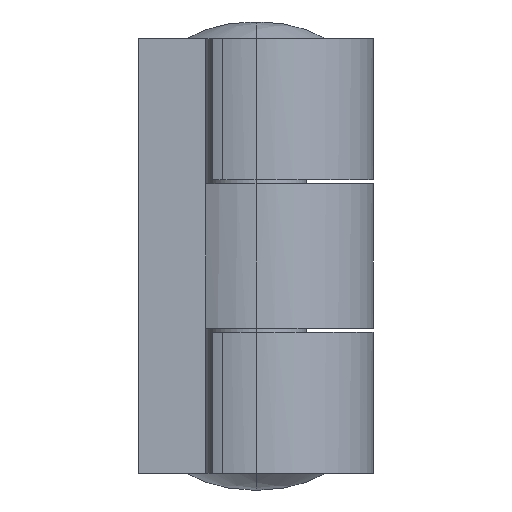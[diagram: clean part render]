
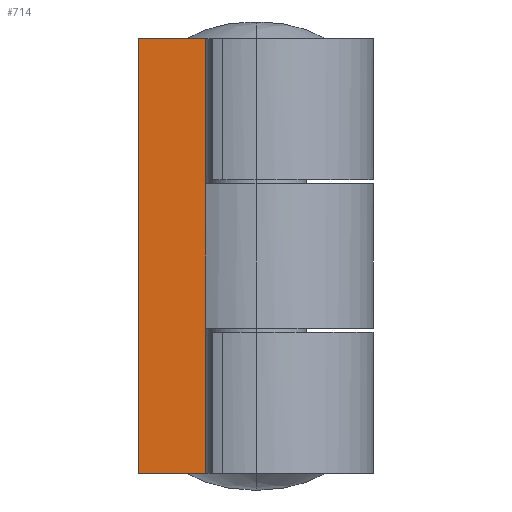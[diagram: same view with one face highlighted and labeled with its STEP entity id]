
A CAD part, front view. The second image highlights one B-rep face of the part: STEP entity #714.
In plain terms, the highlighted planar face has unit normal (0, -1, 0).
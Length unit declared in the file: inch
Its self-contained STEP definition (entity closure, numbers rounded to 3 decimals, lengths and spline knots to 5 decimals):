
#362=EDGE_CURVE('',#1004,#1005,#1006,.T.);
#480=EDGE_CURVE('',#1004,#1206,#1207,.T.);
#714=ADVANCED_FACE('',(#1533),#1534,.T.);
#758=EDGE_CURVE('',#1005,#1588,#1589,.T.);
#888=EDGE_CURVE('',#1588,#1206,#1745,.T.);
#1004=VERTEX_POINT('',#1887);
#1005=VERTEX_POINT('',#1888);
#1006=LINE('',#1889,#1890);
#1206=VERTEX_POINT('',#2491);
#1207=LINE('',#2492,#2493);
#1533=FACE_OUTER_BOUND('',#3630,.T.);
#1534=PLANE('',#3631);
#1588=VERTEX_POINT('',#3894);
#1589=LINE('',#3895,#3896);
#1745=LINE('',#4662,#4663);
#1887=CARTESIAN_POINT('',(0.0,0.0,0.0));
#1888=CARTESIAN_POINT('',(0.25,0.0,0.0));
#1889=CARTESIAN_POINT('',(0.0,0.0,0.0));
#1890=VECTOR('',#4941,1.0);
#2491=CARTESIAN_POINT('',(0.0,0.0,1.625));
#2492=CARTESIAN_POINT('',(0.0,0.0,0.0));
#2493=VECTOR('',#5112,1.0);
#3630=EDGE_LOOP('',(#5418,#5419,#5420,#5421));
#3631=AXIS2_PLACEMENT_3D('',#5422,#5423,#5424);
#3894=CARTESIAN_POINT('',(0.25,0.0,1.625));
#3895=CARTESIAN_POINT('',(0.25,0.0,0.0));
#3896=VECTOR('',#5457,1.0);
#4662=CARTESIAN_POINT('',(0.0,0.0,1.625));
#4663=VECTOR('',#5657,1.0);
#4941=DIRECTION('',(1.0,0.0,0.0));
#5112=DIRECTION('',(0.0,0.0,1.0));
#5418=ORIENTED_EDGE('',*,*,#888,.T.);
#5419=ORIENTED_EDGE('',*,*,#480,.F.);
#5420=ORIENTED_EDGE('',*,*,#362,.T.);
#5421=ORIENTED_EDGE('',*,*,#758,.T.);
#5422=CARTESIAN_POINT('',(0.125,0.0,0.0));
#5423=DIRECTION('',(0.0,-1.0,0.0));
#5424=DIRECTION('',(1.0,0.0,0.0));
#5457=DIRECTION('',(0.0,0.0,1.0));
#5657=DIRECTION('',(-1.0,-0.0,-0.0));
